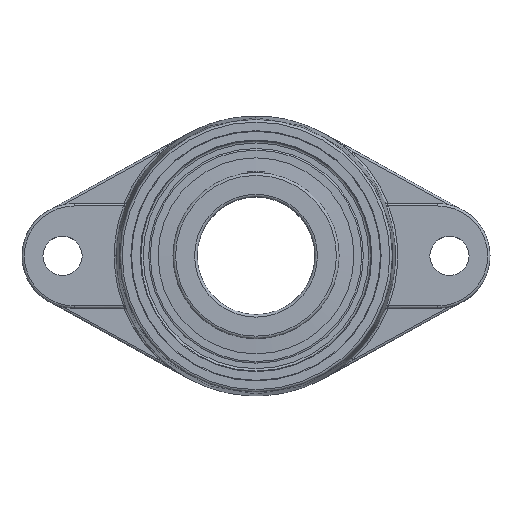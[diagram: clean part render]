
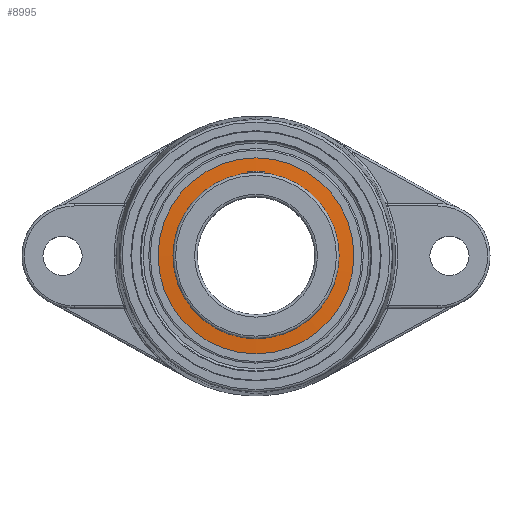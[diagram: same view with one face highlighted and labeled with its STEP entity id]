
A CAD part, top view. The second image highlights one B-rep face of the part: STEP entity #8995.
In plain terms, the highlighted conical face has half-angle 86.103 degrees and reference radius 33.211 mm.
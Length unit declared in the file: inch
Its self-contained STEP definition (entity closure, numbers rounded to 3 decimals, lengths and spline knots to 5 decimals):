
#8931=CARTESIAN_POINT('',(0.42748,-1.475,0.));
#8932=VERTEX_POINT('',#8931);
#8942=CARTESIAN_POINT('',(0.42748,1.475,-0.));
#8943=VERTEX_POINT('',#8942);
#8944=CARTESIAN_POINT('',(0.42748,0.,0.));
#8945=DIRECTION('',(1.,0.,0.));
#8946=DIRECTION('',(-0.,1.,-0.));
#8947=AXIS2_PLACEMENT_3D('',#8944,#8945,#8946);
#8948=CIRCLE('',#8947,1.475);
#8949=EDGE_CURVE('',#8943,#8932,#8948,.T.);
#8951=CARTESIAN_POINT('',(0.42748,0.,0.));
#8952=DIRECTION('',(1.,0.,0.));
#8953=DIRECTION('',(-0.,1.,-0.));
#8954=AXIS2_PLACEMENT_3D('',#8951,#8952,#8953);
#8955=CIRCLE('',#8954,1.475);
#8956=EDGE_CURVE('',#8932,#8943,#8955,.T.);
#8961=CARTESIAN_POINT('',(0.43889,0.,0.));
#8962=DIRECTION('',(-1.,-0.,0.));
#8963=DIRECTION('',(-0.,1.,-0.));
#8964=AXIS2_PLACEMENT_3D('',#8961,#8962,#8963);
#8965=CONICAL_SURFACE('',#8964,1.3075,86.103);
#8966=CARTESIAN_POINT('',(0.4503,-1.14,-0.));
#8967=VERTEX_POINT('',#8966);
#8968=CARTESIAN_POINT('',(0.4503,-1.14,-0.));
#8969=DIRECTION('',(-0.068,-0.998,-0.));
#8970=VECTOR('',#8969,0.33578);
#8971=LINE('',#8968,#8970);
#8972=EDGE_CURVE('',#8967,#8932,#8971,.T.);
#8973=ORIENTED_EDGE('',*,*,#8972,.T.);
#8974=ORIENTED_EDGE('',*,*,#8956,.T.);
#8975=ORIENTED_EDGE('',*,*,#8949,.T.);
#8976=ORIENTED_EDGE('',*,*,#8972,.F.);
#8977=CARTESIAN_POINT('',(0.4503,1.14,-0.));
#8978=VERTEX_POINT('',#8977);
#8979=CARTESIAN_POINT('',(0.4503,0.,0.));
#8980=DIRECTION('',(1.,0.,0.));
#8981=DIRECTION('',(-0.,1.,-0.));
#8982=AXIS2_PLACEMENT_3D('',#8979,#8980,#8981);
#8983=CIRCLE('',#8982,1.14);
#8984=EDGE_CURVE('',#8978,#8967,#8983,.T.);
#8985=ORIENTED_EDGE('',*,*,#8984,.F.);
#8986=CARTESIAN_POINT('',(0.4503,0.,0.));
#8987=DIRECTION('',(1.,0.,0.));
#8988=DIRECTION('',(-0.,1.,-0.));
#8989=AXIS2_PLACEMENT_3D('',#8986,#8987,#8988);
#8990=CIRCLE('',#8989,1.14);
#8991=EDGE_CURVE('',#8967,#8978,#8990,.T.);
#8992=ORIENTED_EDGE('',*,*,#8991,.F.);
#8993=EDGE_LOOP('',(#8973,#8974,#8975,#8976,#8985,#8992));
#8994=FACE_BOUND('',#8993,.T.);
#8995=ADVANCED_FACE('',(#8994),#8965,.T.);
